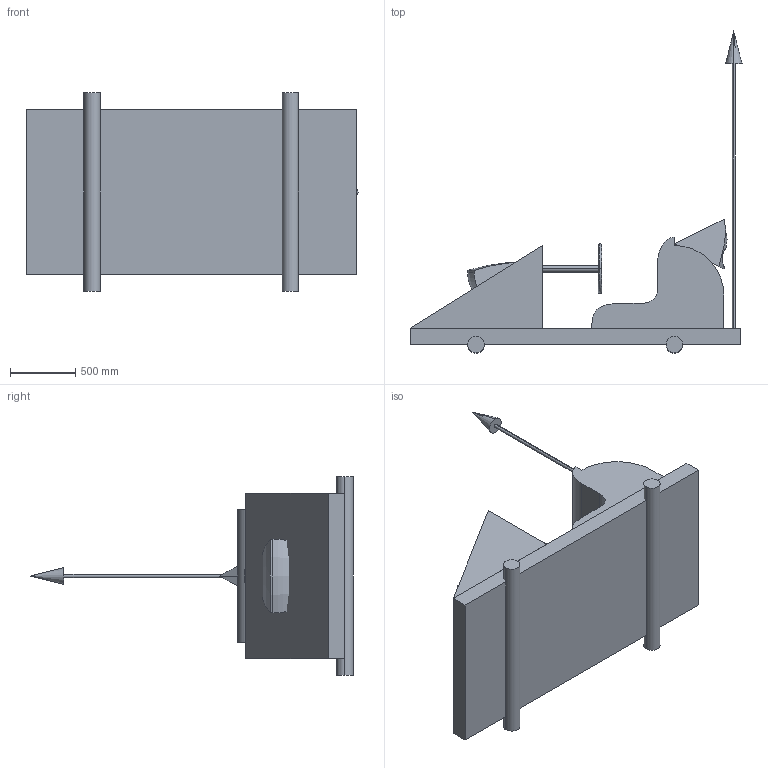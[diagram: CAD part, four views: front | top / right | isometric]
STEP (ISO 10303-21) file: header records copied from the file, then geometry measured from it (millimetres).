
FILE_DESCRIPTION(('produced by SPATIAL CORP'),'2;1');
FILE_NAME( 'moon_buggy_asm.hh.sat.stp','2002-04-22T18:05:28+00:00',('SPATIAL CORP'),('SPATIAL CORP'), 'ACIS STEP Husk','http://www.spatial.com','SPATIAL CORP');
FILE_SCHEMA(('CONFIG_CONTROL_DESIGN'));
Length unit declared in the file: millimetre
Products named in the file (1): PRODUCT_ID_1
Bounding box: 2552.7 x 2476.5 x 1524 mm (x, y, z)
Volume: 1291110401.4 mm3; surface area: 18311397.2 mm2
Topology: 11 solids, 11 shells, 62 faces, 118 edges, 77 vertices
Faces by surface type: plane 34, cylinder 13, bspline 6, torus 6, cone 3
Entity records: 2452 total; most frequent: CARTESIAN_POINT 1252, ORIENTED_EDGE 232, DIRECTION 203, EDGE_CURVE 116, VERTEX_POINT 77, AXIS2_PLACEMENT_3D 74, EDGE_LOOP 65, FACE_BOUND 65
